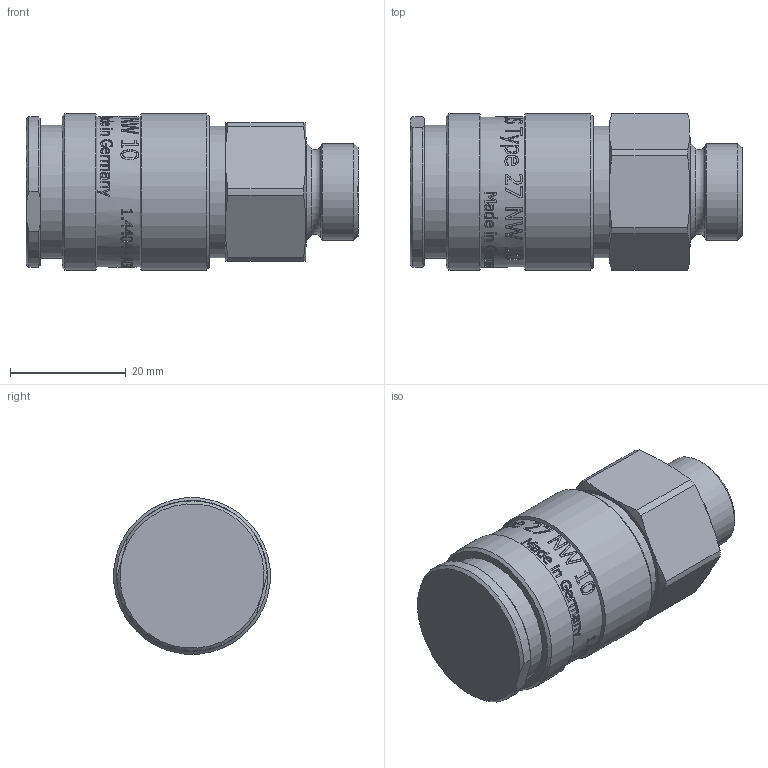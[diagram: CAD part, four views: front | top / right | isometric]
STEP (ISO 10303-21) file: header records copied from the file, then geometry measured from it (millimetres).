
FILE_DESCRIPTION((''),'2;1');
FILE_NAME('27kbaw17evx.stp','2014-01-31T07:09:07',('IA176480'),(''),'Autodesk Inventor 2013','Autodesk Inventor 2013','');
FILE_SCHEMA(('AUTOMOTIVE_DESIGN { 1 0 10303 214 1 1 1 1 }'));
Length unit declared in the file: millimetre
Products named in the file (1): D104153
Bounding box: 57.45 x 27.06 x 27.06 mm (x, y, z)
Volume: 25195.9 mm3; surface area: 10390.7 mm2
Topology: 2 solids, 3 shells, 742 faces, 1986 edges, 1315 vertices
Faces by surface type: plane 322, bspline 309, cylinder 82, cone 28, torus 1
Full cylindrical faces by diameter (mm): 16.662 x1, 18.766 x2, 19 x1, 20 x1, 20.3 x1, 20.95 x1, 22.8 x1, 23.1 x1, 23.35 x1, 23.55 x1, 26 x1, 27.15 x2
Entity records: 102036 total; most frequent: CARTESIAN_POINT 86083, ORIENTED_EDGE 3906, DIRECTION 2114, EDGE_CURVE 1953, VERTEX_POINT 1309, B_SPLINE_CURVE_WITH_KNOTS 904, EDGE_LOOP 838, VECTOR 788
